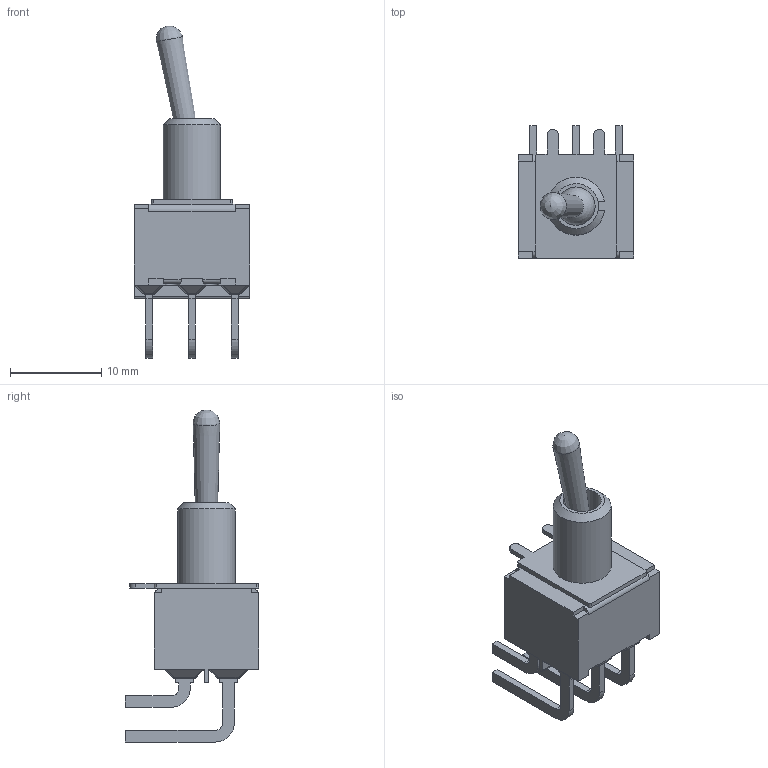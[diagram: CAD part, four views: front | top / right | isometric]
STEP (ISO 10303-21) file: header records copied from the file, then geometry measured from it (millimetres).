
FILE_DESCRIPTION((' '),'2;1');
FILE_NAME('100DPXT1B1M6xE.stp','2017-07-28T14:57:36',(' '),(' '),' ','ACIS',' ');
FILE_SCHEMA(('CONFIG_CONTROL_DESIGN'));
Length unit declared in the file: inch
Products named in the file (1): 100DPXT1B1M6xE.stp
Bounding box: 12.7 x 14.6 x 36.43 mm (x, y, z)
Volume: 1079.2 mm3; surface area: 2314.6 mm2
Topology: 1 solids, 2 shells, 394 faces, 1021 edges, 647 vertices
Faces by surface type: plane 285, cylinder 80, sphere 25, cone 3, bspline 1
Full cylindrical faces by diameter (mm): 1.65 x1, 4.2 x1
Entity records: 11943 total; most frequent: CARTESIAN_POINT 2134, ORIENTED_EDGE 2022, DIRECTION 1988, EDGE_CURVE 1011, VECTOR 812, LINE 812, VERTEX_POINT 643, AXIS2_PLACEMENT_3D 588
